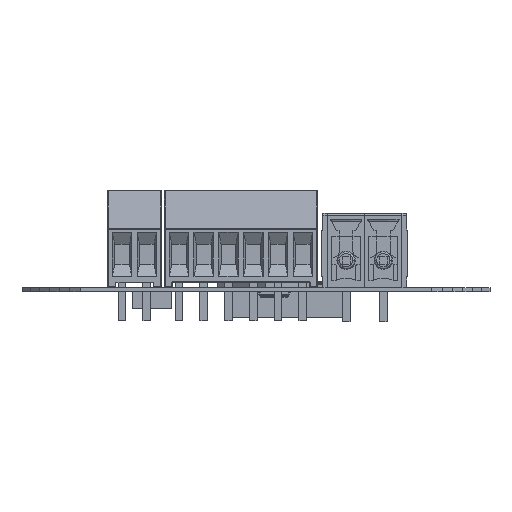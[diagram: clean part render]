
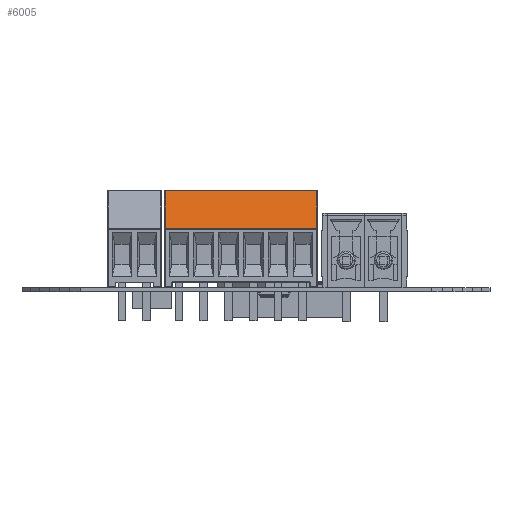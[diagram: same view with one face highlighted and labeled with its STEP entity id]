
A CAD part, front view. The second image highlights one B-rep face of the part: STEP entity #6005.
In plain terms, the highlighted planar face has unit normal (0, -0.976, 0.22).
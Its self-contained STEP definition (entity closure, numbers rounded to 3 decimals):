
#6005 = ADVANCED_FACE('',(#6006),#6040,.T.);
#6006 = FACE_BOUND('',#6007,.T.);
#6007 = EDGE_LOOP('',(#6008,#6018,#6026,#6034));
#6008 = ORIENTED_EDGE('',*,*,#6009,.T.);
#6009 = EDGE_CURVE('',#6010,#6012,#6014,.T.);
#6010 = VERTEX_POINT('',#6011);
#6011 = CARTESIAN_POINT('',(68.227,61.891,
    9.941));
#6012 = VERTEX_POINT('',#6013);
#6013 = CARTESIAN_POINT('',(52.677,61.891,
    9.941));
#6014 = LINE('',#6015,#6016);
#6015 = CARTESIAN_POINT('',(68.302,61.891,
    9.941));
#6016 = VECTOR('',#6017,1.);
#6017 = DIRECTION('',(-1.,0.,0.));
#6018 = ORIENTED_EDGE('',*,*,#6019,.T.);
#6019 = EDGE_CURVE('',#6012,#6020,#6022,.T.);
#6020 = VERTEX_POINT('',#6021);
#6021 = CARTESIAN_POINT('',(52.677,61.017,
    6.059));
#6022 = LINE('',#6023,#6024);
#6023 = CARTESIAN_POINT('',(52.677,61.004,
    6.));
#6024 = VECTOR('',#6025,1.);
#6025 = DIRECTION('',(0.,-0.22,
    -0.976));
#6026 = ORIENTED_EDGE('',*,*,#6027,.T.);
#6027 = EDGE_CURVE('',#6020,#6028,#6030,.T.);
#6028 = VERTEX_POINT('',#6029);
#6029 = CARTESIAN_POINT('',(68.227,61.017,
    6.059));
#6030 = LINE('',#6031,#6032);
#6031 = CARTESIAN_POINT('',(68.302,61.017,
    6.059));
#6032 = VECTOR('',#6033,1.);
#6033 = DIRECTION('',(1.,0.,0.));
#6034 = ORIENTED_EDGE('',*,*,#6035,.T.);
#6035 = EDGE_CURVE('',#6028,#6010,#6036,.T.);
#6036 = LINE('',#6037,#6038);
#6037 = CARTESIAN_POINT('',(68.227,61.904,
    10.));
#6038 = VECTOR('',#6039,1.);
#6039 = DIRECTION('',(0.,0.22,0.976
    ));
#6040 = PLANE('',#6041);
#6041 = AXIS2_PLACEMENT_3D('',#6042,#6043,#6044);
#6042 = CARTESIAN_POINT('',(68.302,61.004,
    6.));
#6043 = DIRECTION('',(0.,-0.976,0.22
    ));
#6044 = DIRECTION('',(0.,-0.22,
    -0.976));
